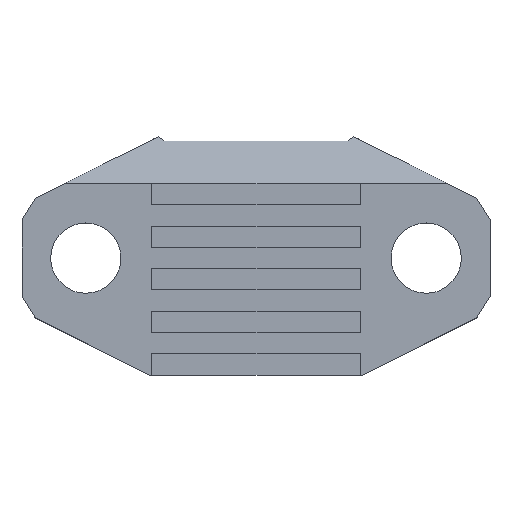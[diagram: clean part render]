
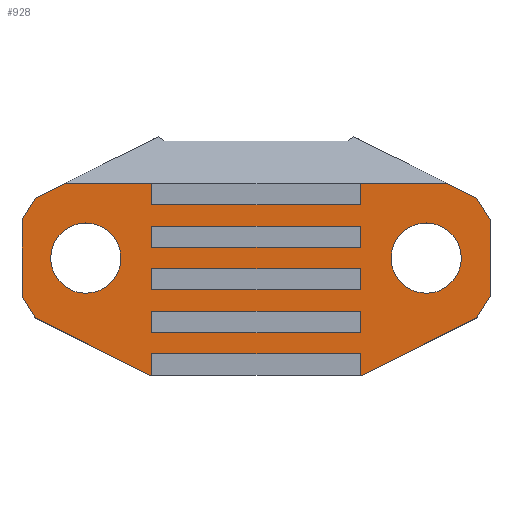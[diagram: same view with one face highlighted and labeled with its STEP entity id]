
A CAD part, top view. The second image highlights one B-rep face of the part: STEP entity #928.
In plain terms, the highlighted planar face has unit normal (0, 0, 1).
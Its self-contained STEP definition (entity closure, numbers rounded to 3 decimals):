
#19=FACE_BOUND('',#93,.T.);
#20=FACE_BOUND('',#94,.T.);
#21=FACE_BOUND('',#95,.T.);
#22=FACE_BOUND('',#96,.T.);
#23=FACE_BOUND('',#97,.T.);
#26=CIRCLE('',#995,1.65);
#27=CIRCLE('',#996,1.65);
#40=FACE_OUTER_BOUND('',#92,.T.);
#92=EDGE_LOOP('',(#678,#679,#680,#681,#682,#683,#684,#685,#686,#687,#688,
#689,#690,#691,#692,#693,#694,#695,#696,#697));
#93=EDGE_LOOP('',(#698,#699,#700,#701));
#94=EDGE_LOOP('',(#702,#703,#704,#705));
#95=EDGE_LOOP('',(#706,#707,#708,#709));
#96=EDGE_LOOP('',(#710));
#97=EDGE_LOOP('',(#711));
#140=LINE('',#1285,#267);
#144=LINE('',#1292,#271);
#167=LINE('',#1343,#294);
#169=LINE('',#1349,#296);
#173=LINE('',#1358,#300);
#176=LINE('',#1365,#303);
#181=LINE('',#1376,#308);
#185=LINE('',#1385,#312);
#189=LINE('',#1394,#316);
#193=LINE('',#1402,#320);
#197=LINE('',#1411,#324);
#201=LINE('',#1419,#328);
#202=LINE('',#1421,#329);
#203=LINE('',#1422,#330);
#204=LINE('',#1423,#331);
#205=LINE('',#1425,#332);
#206=LINE('',#1427,#333);
#207=LINE('',#1429,#334);
#208=LINE('',#1431,#335);
#209=LINE('',#1433,#336);
#210=LINE('',#1434,#337);
#211=LINE('',#1435,#338);
#212=LINE('',#1437,#339);
#213=LINE('',#1439,#340);
#214=LINE('',#1440,#341);
#215=LINE('',#1441,#342);
#216=LINE('',#1442,#343);
#217=LINE('',#1444,#344);
#218=LINE('',#1446,#345);
#219=LINE('',#1447,#346);
#220=LINE('',#1448,#347);
#221=LINE('',#1449,#348);
#267=VECTOR('',#1043,1000.);
#271=VECTOR('',#1047,1000.);
#294=VECTOR('',#1078,1000.);
#296=VECTOR('',#1082,1000.);
#300=VECTOR('',#1088,1000.);
#303=VECTOR('',#1093,1000.);
#308=VECTOR('',#1100,1000.);
#312=VECTOR('',#1106,1000.);
#316=VECTOR('',#1112,1000.);
#320=VECTOR('',#1118,1000.);
#324=VECTOR('',#1124,1000.);
#328=VECTOR('',#1132,1000.);
#329=VECTOR('',#1133,1000.);
#330=VECTOR('',#1134,1000.);
#331=VECTOR('',#1135,1000.);
#332=VECTOR('',#1136,1000.);
#333=VECTOR('',#1137,1000.);
#334=VECTOR('',#1138,1000.);
#335=VECTOR('',#1139,1000.);
#336=VECTOR('',#1140,1000.);
#337=VECTOR('',#1141,1000.);
#338=VECTOR('',#1142,1000.);
#339=VECTOR('',#1143,1000.);
#340=VECTOR('',#1144,1000.);
#341=VECTOR('',#1145,1000.);
#342=VECTOR('',#1146,1000.);
#343=VECTOR('',#1147,1000.);
#344=VECTOR('',#1148,1000.);
#345=VECTOR('',#1149,1000.);
#346=VECTOR('',#1150,1000.);
#347=VECTOR('',#1151,1000.);
#348=VECTOR('',#1152,1000.);
#390=VERTEX_POINT('',#1274);
#394=VERTEX_POINT('',#1282);
#395=VERTEX_POINT('',#1284);
#398=VERTEX_POINT('',#1290);
#421=VERTEX_POINT('',#1339);
#423=VERTEX_POINT('',#1345);
#425=VERTEX_POINT('',#1348);
#427=VERTEX_POINT('',#1354);
#429=VERTEX_POINT('',#1357);
#431=VERTEX_POINT('',#1363);
#432=VERTEX_POINT('',#1364);
#435=VERTEX_POINT('',#1372);
#437=VERTEX_POINT('',#1375);
#439=VERTEX_POINT('',#1381);
#441=VERTEX_POINT('',#1384);
#443=VERTEX_POINT('',#1390);
#445=VERTEX_POINT('',#1393);
#447=VERTEX_POINT('',#1399);
#451=VERTEX_POINT('',#1408);
#452=VERTEX_POINT('',#1410);
#453=VERTEX_POINT('',#1417);
#454=VERTEX_POINT('',#1418);
#455=VERTEX_POINT('',#1420);
#456=VERTEX_POINT('',#1424);
#457=VERTEX_POINT('',#1426);
#458=VERTEX_POINT('',#1428);
#459=VERTEX_POINT('',#1430);
#460=VERTEX_POINT('',#1432);
#461=VERTEX_POINT('',#1436);
#462=VERTEX_POINT('',#1438);
#463=VERTEX_POINT('',#1443);
#464=VERTEX_POINT('',#1445);
#465=VERTEX_POINT('',#1450);
#466=VERTEX_POINT('',#1452);
#480=EDGE_CURVE('',#395,#394,#140,.T.);
#484=EDGE_CURVE('',#398,#390,#144,.T.);
#509=EDGE_CURVE('',#395,#421,#167,.F.);
#511=EDGE_CURVE('',#423,#425,#169,.F.);
#515=EDGE_CURVE('',#427,#429,#173,.F.);
#518=EDGE_CURVE('',#431,#432,#176,.F.);
#523=EDGE_CURVE('',#437,#435,#181,.F.);
#527=EDGE_CURVE('',#441,#439,#185,.F.);
#531=EDGE_CURVE('',#445,#443,#189,.F.);
#535=EDGE_CURVE('',#398,#447,#193,.F.);
#539=EDGE_CURVE('',#452,#451,#197,.F.);
#543=EDGE_CURVE('',#453,#454,#201,.T.);
#544=EDGE_CURVE('',#453,#455,#202,.F.);
#545=EDGE_CURVE('',#390,#455,#203,.T.);
#546=EDGE_CURVE('',#421,#447,#204,.F.);
#547=EDGE_CURVE('',#394,#456,#205,.T.);
#548=EDGE_CURVE('',#456,#457,#206,.T.);
#549=EDGE_CURVE('',#458,#457,#207,.T.);
#550=EDGE_CURVE('',#458,#459,#208,.F.);
#551=EDGE_CURVE('',#460,#459,#209,.T.);
#552=EDGE_CURVE('',#460,#425,#210,.T.);
#553=EDGE_CURVE('',#423,#452,#211,.F.);
#554=EDGE_CURVE('',#451,#461,#212,.T.);
#555=EDGE_CURVE('',#461,#462,#213,.T.);
#556=EDGE_CURVE('',#462,#454,#214,.T.);
#557=EDGE_CURVE('',#432,#435,#215,.F.);
#558=EDGE_CURVE('',#431,#437,#216,.F.);
#559=EDGE_CURVE('',#463,#439,#217,.F.);
#560=EDGE_CURVE('',#464,#463,#218,.F.);
#561=EDGE_CURVE('',#464,#441,#219,.F.);
#562=EDGE_CURVE('',#429,#443,#220,.F.);
#563=EDGE_CURVE('',#427,#445,#221,.F.);
#564=EDGE_CURVE('',#465,#465,#26,.T.);
#565=EDGE_CURVE('',#466,#466,#27,.T.);
#678=ORIENTED_EDGE('',*,*,#543,.F.);
#679=ORIENTED_EDGE('',*,*,#544,.T.);
#680=ORIENTED_EDGE('',*,*,#545,.F.);
#681=ORIENTED_EDGE('',*,*,#484,.F.);
#682=ORIENTED_EDGE('',*,*,#535,.T.);
#683=ORIENTED_EDGE('',*,*,#546,.F.);
#684=ORIENTED_EDGE('',*,*,#509,.F.);
#685=ORIENTED_EDGE('',*,*,#480,.T.);
#686=ORIENTED_EDGE('',*,*,#547,.T.);
#687=ORIENTED_EDGE('',*,*,#548,.T.);
#688=ORIENTED_EDGE('',*,*,#549,.F.);
#689=ORIENTED_EDGE('',*,*,#550,.T.);
#690=ORIENTED_EDGE('',*,*,#551,.F.);
#691=ORIENTED_EDGE('',*,*,#552,.T.);
#692=ORIENTED_EDGE('',*,*,#511,.F.);
#693=ORIENTED_EDGE('',*,*,#553,.T.);
#694=ORIENTED_EDGE('',*,*,#539,.T.);
#695=ORIENTED_EDGE('',*,*,#554,.T.);
#696=ORIENTED_EDGE('',*,*,#555,.T.);
#697=ORIENTED_EDGE('',*,*,#556,.T.);
#698=ORIENTED_EDGE('',*,*,#523,.T.);
#699=ORIENTED_EDGE('',*,*,#557,.F.);
#700=ORIENTED_EDGE('',*,*,#518,.F.);
#701=ORIENTED_EDGE('',*,*,#558,.T.);
#702=ORIENTED_EDGE('',*,*,#527,.T.);
#703=ORIENTED_EDGE('',*,*,#559,.F.);
#704=ORIENTED_EDGE('',*,*,#560,.F.);
#705=ORIENTED_EDGE('',*,*,#561,.T.);
#706=ORIENTED_EDGE('',*,*,#531,.T.);
#707=ORIENTED_EDGE('',*,*,#562,.F.);
#708=ORIENTED_EDGE('',*,*,#515,.F.);
#709=ORIENTED_EDGE('',*,*,#563,.T.);
#710=ORIENTED_EDGE('',*,*,#564,.F.);
#711=ORIENTED_EDGE('',*,*,#565,.T.);
#880=PLANE('',#994);
#928=ADVANCED_FACE('',(#40,#19,#20,#21,#22,#23),#880,.F.);
#994=AXIS2_PLACEMENT_3D('',#1416,#1130,#1131);
#995=AXIS2_PLACEMENT_3D('',#1451,#1153,#1154);
#996=AXIS2_PLACEMENT_3D('',#1453,#1155,#1156);
#1043=DIRECTION('',(1.,0.,0.));
#1047=DIRECTION('',(-1.,0.,0.));
#1078=DIRECTION('',(0.,-1.,0.));
#1082=DIRECTION('',(0.,-1.,0.));
#1088=DIRECTION('',(0.,-1.,0.));
#1093=DIRECTION('',(0.,-1.,0.));
#1100=DIRECTION('',(0.,-1.,0.));
#1106=DIRECTION('',(0.,-1.,0.));
#1112=DIRECTION('',(0.,-1.,0.));
#1118=DIRECTION('',(0.,-1.,0.));
#1124=DIRECTION('',(0.,-1.,0.));
#1130=DIRECTION('center_axis',(0.,0.,-1.));
#1131=DIRECTION('ref_axis',(0.,1.,0.));
#1132=DIRECTION('',(0.,1.,0.));
#1133=DIRECTION('',(-0.526,0.851,0.));
#1134=DIRECTION('',(-0.894,0.447,0.));
#1135=DIRECTION('',(1.,0.,0.));
#1136=DIRECTION('',(0.894,0.447,0.));
#1137=DIRECTION('',(0.526,0.851,0.));
#1138=DIRECTION('',(0.,-1.,0.));
#1139=DIRECTION('',(0.526,-0.851,0.));
#1140=DIRECTION('',(0.894,-0.447,0.));
#1141=DIRECTION('',(-1.,0.,0.));
#1142=DIRECTION('',(1.,0.,0.));
#1143=DIRECTION('',(-1.,0.,0.));
#1144=DIRECTION('',(-0.894,-0.447,0.));
#1145=DIRECTION('',(-0.526,-0.851,0.));
#1146=DIRECTION('',(1.,0.,0.));
#1147=DIRECTION('',(1.,0.,0.));
#1148=DIRECTION('',(1.,0.,0.));
#1149=DIRECTION('',(0.,-1.,0.));
#1150=DIRECTION('',(1.,0.,0.));
#1151=DIRECTION('',(1.,0.,0.));
#1152=DIRECTION('',(1.,0.,0.));
#1153=DIRECTION('center_axis',(0.,0.,1.));
#1154=DIRECTION('ref_axis',(1.,0.,0.));
#1155=DIRECTION('center_axis',(0.,0.,-1.));
#1156=DIRECTION('ref_axis',(1.,0.,0.));
#1274=CARTESIAN_POINT('',(-5.,-5.5,3.));
#1282=CARTESIAN_POINT('',(5.,-5.5,3.));
#1284=CARTESIAN_POINT('',(4.9,-5.5,3.));
#1285=CARTESIAN_POINT('',(5.,-5.5,3.));
#1290=CARTESIAN_POINT('',(-4.9,-5.5,3.));
#1292=CARTESIAN_POINT('',(-5.,-5.5,3.));
#1339=CARTESIAN_POINT('',(4.9,-4.5,3.));
#1343=CARTESIAN_POINT('',(4.9,-9.45,3.));
#1345=CARTESIAN_POINT('',(4.9,2.5,3.));
#1348=CARTESIAN_POINT('',(4.9,3.5,3.));
#1349=CARTESIAN_POINT('',(4.9,-9.45,3.));
#1354=CARTESIAN_POINT('',(4.9,-3.5,3.));
#1357=CARTESIAN_POINT('',(4.9,-2.5,3.));
#1358=CARTESIAN_POINT('',(4.9,-9.45,3.));
#1363=CARTESIAN_POINT('',(4.9,0.5,3.));
#1364=CARTESIAN_POINT('',(4.9,1.5,3.));
#1365=CARTESIAN_POINT('',(4.9,-9.45,3.));
#1372=CARTESIAN_POINT('',(-4.9,1.5,3.));
#1375=CARTESIAN_POINT('',(-4.9,0.5,3.));
#1376=CARTESIAN_POINT('',(-4.9,-3.6,3.));
#1381=CARTESIAN_POINT('',(-4.9,-0.5,3.));
#1384=CARTESIAN_POINT('',(-4.9,-1.5,3.));
#1385=CARTESIAN_POINT('',(-4.9,-3.6,3.));
#1390=CARTESIAN_POINT('',(-4.9,-2.5,3.));
#1393=CARTESIAN_POINT('',(-4.9,-3.5,3.));
#1394=CARTESIAN_POINT('',(-4.9,-3.6,3.));
#1399=CARTESIAN_POINT('',(-4.9,-4.5,3.));
#1402=CARTESIAN_POINT('',(-4.9,-3.6,3.));
#1408=CARTESIAN_POINT('',(-4.9,3.5,3.));
#1410=CARTESIAN_POINT('',(-4.9,2.5,3.));
#1411=CARTESIAN_POINT('',(-4.9,-3.6,3.));
#1416=CARTESIAN_POINT('Origin',(0.6,2.4,3.));
#1417=CARTESIAN_POINT('',(-11.,-1.8,3.));
#1418=CARTESIAN_POINT('',(-11.,1.8,3.));
#1419=CARTESIAN_POINT('',(-11.,-1.25,3.));
#1420=CARTESIAN_POINT('',(-10.374,-2.813,3.));
#1421=CARTESIAN_POINT('',(-11.,-1.8,3.));
#1422=CARTESIAN_POINT('',(-8.,-4.,3.));
#1423=CARTESIAN_POINT('',(5.002,-4.5,3.));
#1424=CARTESIAN_POINT('',(10.374,-2.813,3.));
#1425=CARTESIAN_POINT('',(8.,-4.,3.));
#1426=CARTESIAN_POINT('',(11.,-1.8,3.));
#1427=CARTESIAN_POINT('',(10.374,-2.813,3.));
#1428=CARTESIAN_POINT('',(11.,1.8,3.));
#1429=CARTESIAN_POINT('',(11.,1.25,3.));
#1430=CARTESIAN_POINT('',(10.374,2.813,3.));
#1431=CARTESIAN_POINT('',(11.,1.8,3.));
#1432=CARTESIAN_POINT('',(9.,3.5,3.));
#1433=CARTESIAN_POINT('',(8.,4.,3.));
#1434=CARTESIAN_POINT('',(-5.,3.5,3.));
#1435=CARTESIAN_POINT('',(5.002,2.5,3.));
#1436=CARTESIAN_POINT('',(-9.,3.5,3.));
#1437=CARTESIAN_POINT('',(-5.,3.5,3.));
#1438=CARTESIAN_POINT('',(-10.374,2.813,3.));
#1439=CARTESIAN_POINT('',(-8.,4.,3.));
#1440=CARTESIAN_POINT('',(-10.374,2.813,3.));
#1441=CARTESIAN_POINT('',(5.002,1.5,3.));
#1442=CARTESIAN_POINT('',(5.002,0.5,3.));
#1443=CARTESIAN_POINT('',(4.9,-0.5,3.));
#1444=CARTESIAN_POINT('',(5.002,-0.5,3.));
#1445=CARTESIAN_POINT('',(4.9,-1.5,3.));
#1446=CARTESIAN_POINT('',(4.9,-9.45,3.));
#1447=CARTESIAN_POINT('',(5.002,-1.5,3.));
#1448=CARTESIAN_POINT('',(5.002,-2.5,3.));
#1449=CARTESIAN_POINT('',(5.002,-3.5,3.));
#1450=CARTESIAN_POINT('',(-6.35,0.,3.));
#1451=CARTESIAN_POINT('Origin',(-8.,0.,
3.));
#1452=CARTESIAN_POINT('',(9.65,0.,3.));
#1453=CARTESIAN_POINT('Origin',(8.,0.,
3.));
